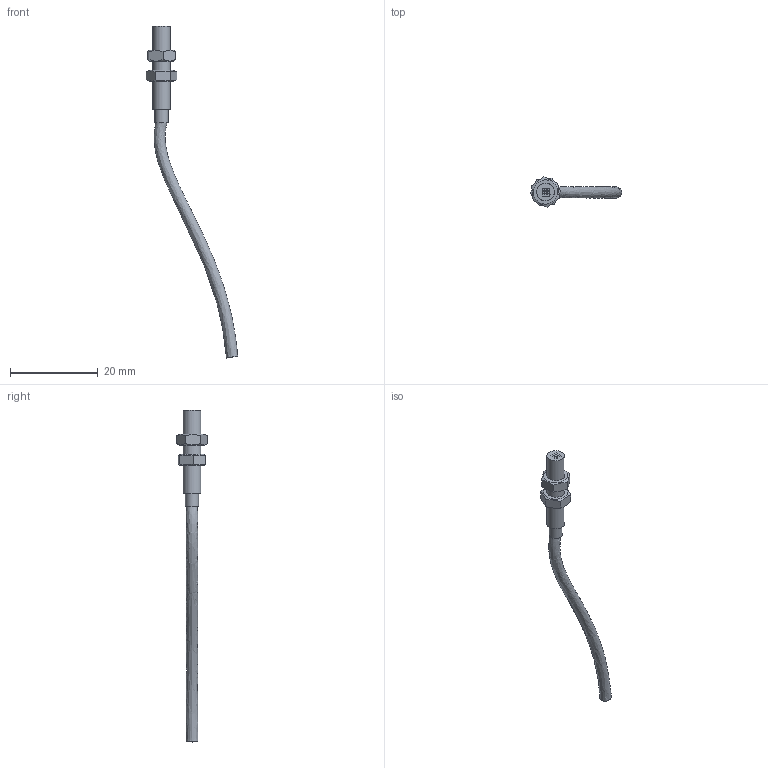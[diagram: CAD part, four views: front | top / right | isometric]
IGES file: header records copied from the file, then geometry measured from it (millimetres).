
Global section: file name: No Iges File Name specified; native system: AutoDesk Inventor R10; preprocessor: AutoDesk Inventor Iges Exporter R10; author: No Author specified; organization: No Organization specified; date: 20090116.082357; units: millimetre
Bounding box: 20.79 x 6.89 x 75.63 mm (x, y, z)
Volume: 647.3 mm3; surface area: 980.5 mm2
Topology: 3 solids, 3 shells, 74 faces, 167 edges, 110 vertices
Faces by surface type: plane 65, cone 4, cylinder 2, revolution 2, bspline 1
Full cylindrical faces by diameter (mm): 3 x1, 4 x1
